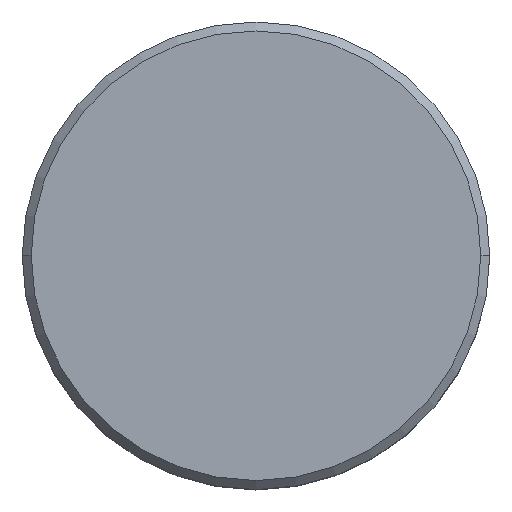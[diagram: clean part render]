
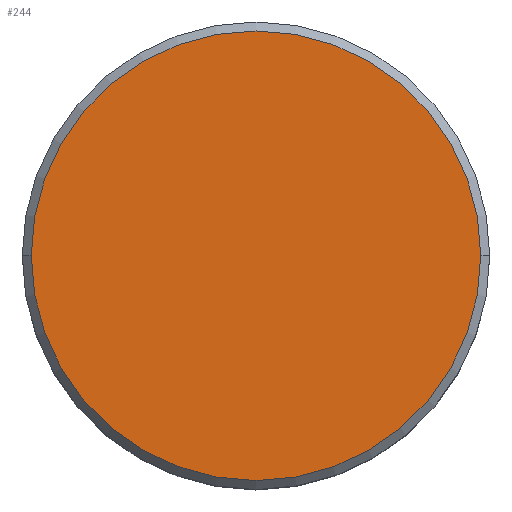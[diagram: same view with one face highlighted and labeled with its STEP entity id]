
A CAD part, top view. The second image highlights one B-rep face of the part: STEP entity #244.
In plain terms, the highlighted planar face has unit normal (0, 0, 1).
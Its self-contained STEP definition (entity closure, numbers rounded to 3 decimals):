
#1 = EDGE_CURVE ( 'NONE', #182, #132, #69, .T. ) ;
#17 = ORIENTED_EDGE ( 'NONE', *, *, #155, .T. ) ;
#27 = DIRECTION ( 'NONE',  ( 0., 0., 1. ) ) ;
#38 = FACE_OUTER_BOUND ( 'NONE', #370, .T. ) ;
#69 = CIRCLE ( 'NONE', #285, 12.5 ) ;
#91 = AXIS2_PLACEMENT_3D ( 'NONE', #379, #27, #175 ) ;
#104 = DIRECTION ( 'NONE',  ( 0., 0., 1. ) ) ;
#132 = VERTEX_POINT ( 'NONE', #170 ) ;
#137 = AXIS2_PLACEMENT_3D ( 'NONE', #452, #186, #326 ) ;
#155 = EDGE_CURVE ( 'NONE', #132, #182, #261, .T. ) ;
#170 = CARTESIAN_POINT ( 'NONE',  ( -12.5, 0., 0. ) ) ;
#175 = DIRECTION ( 'NONE',  ( 1., 0., 0. ) ) ;
#179 = PLANE ( 'NONE',  #137 ) ;
#180 = ORIENTED_EDGE ( 'NONE', *, *, #1, .T. ) ;
#182 = VERTEX_POINT ( 'NONE', #351 ) ;
#186 = DIRECTION ( 'NONE',  ( 0., 0., 1. ) ) ;
#244 = ADVANCED_FACE ( 'NONE', ( #38 ), #179, .T. ) ;
#245 = DIRECTION ( 'NONE',  ( 1., 0., 0. ) ) ;
#261 = CIRCLE ( 'NONE', #91, 12.5 ) ;
#285 = AXIS2_PLACEMENT_3D ( 'NONE', #383, #104, #245 ) ;
#326 = DIRECTION ( 'NONE',  ( 1., 0., 0. ) ) ;
#351 = CARTESIAN_POINT ( 'NONE',  ( 12.5, 0., 0. ) ) ;
#370 = EDGE_LOOP ( 'NONE', ( #17, #180 ) ) ;
#379 = CARTESIAN_POINT ( 'NONE',  ( 0., 0., 0. ) ) ;
#383 = CARTESIAN_POINT ( 'NONE',  ( 0., 0., 0. ) ) ;
#452 = CARTESIAN_POINT ( 'NONE',  ( 0., 0., 0. ) ) ;
